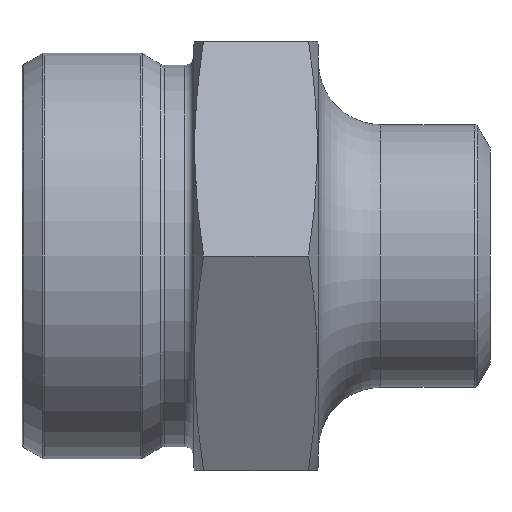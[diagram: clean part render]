
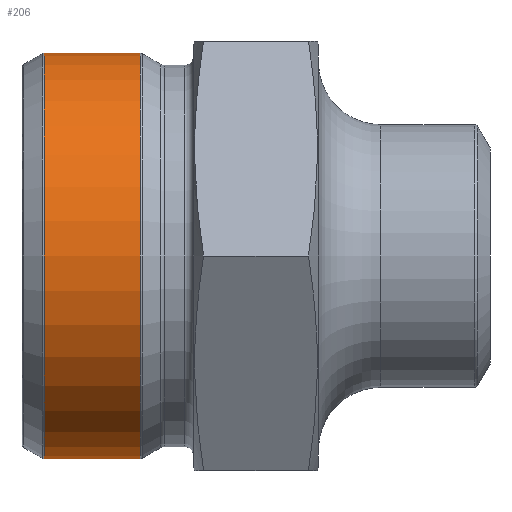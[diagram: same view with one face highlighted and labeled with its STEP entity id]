
A CAD part, front view. The second image highlights one B-rep face of the part: STEP entity #206.
In plain terms, the highlighted cylindrical face has radius 26 mm (diameter 52 mm), a full revolution.
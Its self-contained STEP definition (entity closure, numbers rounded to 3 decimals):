
#104=CYLINDRICAL_SURFACE('',#514,26.);
#130=FACE_BOUND('',#262,.T.);
#131=FACE_BOUND('',#263,.T.);
#176=CIRCLE('',#512,26.);
#177=CIRCLE('',#513,26.);
#206=ADVANCED_FACE('',(#130,#131),#104,.T.);
#262=EDGE_LOOP('',(#355));
#263=EDGE_LOOP('',(#356));
#355=ORIENTED_EDGE('',*,*,#461,.T.);
#356=ORIENTED_EDGE('',*,*,#462,.T.);
#418=VERTEX_POINT('',#783);
#419=VERTEX_POINT('',#785);
#461=EDGE_CURVE('',#418,#418,#176,.T.);
#462=EDGE_CURVE('',#419,#419,#177,.T.);
#512=AXIS2_PLACEMENT_3D('',#782,#598,#599);
#513=AXIS2_PLACEMENT_3D('',#784,#600,#601);
#514=AXIS2_PLACEMENT_3D('',#786,#602,#603);
#598=DIRECTION('',(1.,0.,0.));
#599=DIRECTION('',(0.,0.,1.));
#600=DIRECTION('',(-1.,0.,0.));
#601=DIRECTION('',(0.,0.,1.));
#602=DIRECTION('',(-1.,0.,0.));
#603=DIRECTION('',(0.,0.,1.));
#782=CARTESIAN_POINT('',(2.834,0.,0.));
#783=CARTESIAN_POINT('',(2.834,0.,26.));
#784=CARTESIAN_POINT('',(15.181,0.,0.));
#785=CARTESIAN_POINT('',(15.181,0.,26.));
#786=CARTESIAN_POINT('',(0.,0.,0.));
